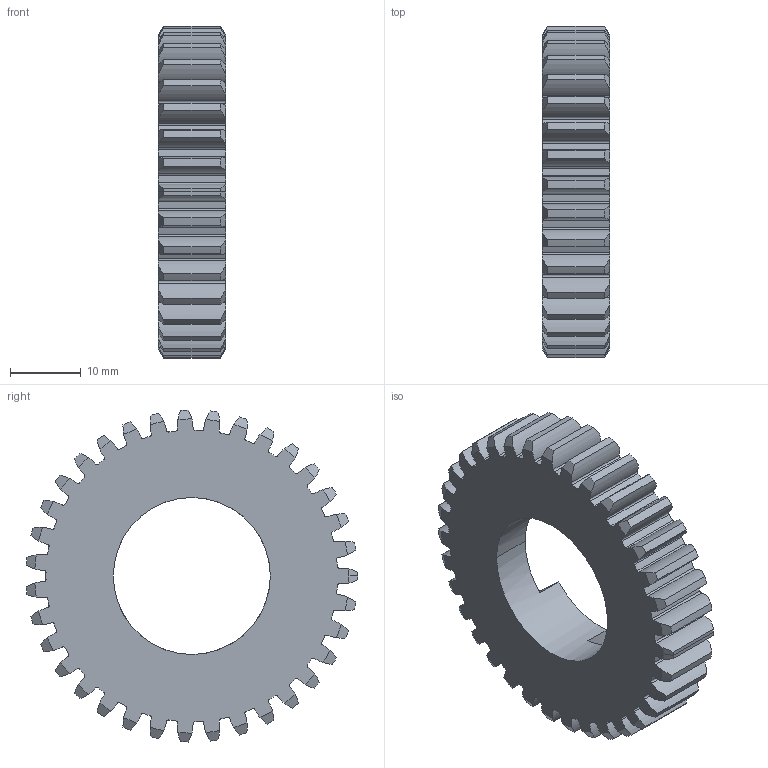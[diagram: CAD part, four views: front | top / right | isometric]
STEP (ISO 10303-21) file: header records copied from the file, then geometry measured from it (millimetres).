
FILE_DESCRIPTION((''),'2;1');
FILE_NAME('AM-0023.stp','2008-01-03T19:05:20',('Owner'),(''),'Autodesk Inventor (R) 6.0','Autodesk Inventor (R) 6.0','');
FILE_SCHEMA(('AUTOMOTIVE_DESIGN { 1 0 10303 214 1 1 1 1 }'));
Length unit declared in the file: inch
Products named in the file (1): AM-0023 Small Output Gear 35T
Bounding box: 9.53 x 46.94 x 46.98 mm (x, y, z)
Volume: 9361.3 mm3; surface area: 5869.8 mm2
Topology: 1 solids, 1 shells, 311 faces, 925 edges, 616 vertices
Faces by surface type: cylinder 228, cone 72, plane 11
Entity records: 11186 total; most frequent: CARTESIAN_POINT 2553, DIRECTION 1943, ORIENTED_EDGE 1850, EDGE_CURVE 925, AXIS2_PLACEMENT_3D 846, VERTEX_POINT 616, CIRCLE 534, EDGE_LOOP 313
